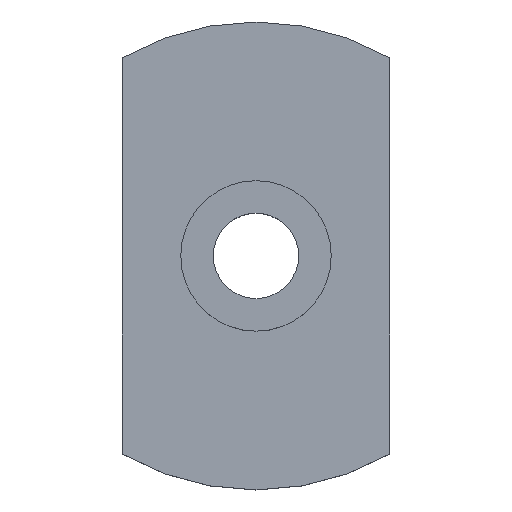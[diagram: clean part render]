
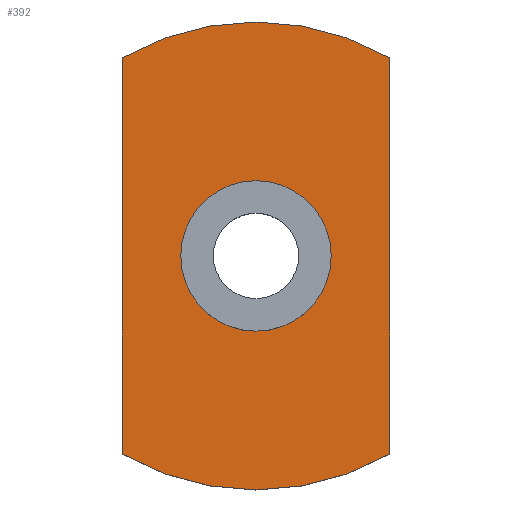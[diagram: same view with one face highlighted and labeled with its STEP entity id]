
A CAD part, top view. The second image highlights one B-rep face of the part: STEP entity #392.
In plain terms, the highlighted planar face has unit normal (0, 0, 1).
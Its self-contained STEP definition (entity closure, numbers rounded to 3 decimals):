
#4 = VERTEX_POINT ( 'NONE', #310 ) ;
#17 = DIRECTION ( 'NONE',  ( 1., 0., 0. ) ) ;
#46 = CARTESIAN_POINT ( 'NONE',  ( 0., 0., 1.75 ) ) ;
#48 = DIRECTION ( 'NONE',  ( 0., -1., 0. ) ) ;
#50 = EDGE_CURVE ( 'NONE', #265, #306, #376, .T. ) ;
#52 = CARTESIAN_POINT ( 'NONE',  ( -8., 11.856, 1.75 ) ) ;
#57 = AXIS2_PLACEMENT_3D ( 'NONE', #46, #333, #182 ) ;
#58 = EDGE_LOOP ( 'NONE', ( #307, #334 ) ) ;
#61 = VERTEX_POINT ( 'NONE', #379 ) ;
#62 = FACE_OUTER_BOUND ( 'NONE', #244, .T. ) ;
#68 = DIRECTION ( 'NONE',  ( 0., 1., 0. ) ) ;
#79 = CARTESIAN_POINT ( 'NONE',  ( 8., 11.856, 1.75 ) ) ;
#80 = LINE ( 'NONE', #52, #343 ) ;
#89 = ORIENTED_EDGE ( 'NONE', *, *, #50, .T. ) ;
#91 = CARTESIAN_POINT ( 'NONE',  ( 0., -2., 1.75 ) ) ;
#94 = ORIENTED_EDGE ( 'NONE', *, *, #304, .T. ) ;
#102 = CARTESIAN_POINT ( 'NONE',  ( 8., 11.856, 1.75 ) ) ;
#113 = VERTEX_POINT ( 'NONE', #163 ) ;
#140 = CIRCLE ( 'NONE', #303, 4.5 ) ;
#142 = DIRECTION ( 'NONE',  ( 0., 0., 1. ) ) ;
#160 = CIRCLE ( 'NONE', #246, 16. ) ;
#163 = CARTESIAN_POINT ( 'NONE',  ( -8., 11.856, 1.75 ) ) ;
#166 = DIRECTION ( 'NONE',  ( 0., 0., 1. ) ) ;
#179 = ORIENTED_EDGE ( 'NONE', *, *, #347, .T. ) ;
#182 = DIRECTION ( 'NONE',  ( 1., 0., 0. ) ) ;
#185 = FACE_BOUND ( 'NONE', #58, .T. ) ;
#188 = AXIS2_PLACEMENT_3D ( 'NONE', #91, #341, #311 ) ;
#195 = CARTESIAN_POINT ( 'NONE',  ( 4.5, 0., 1.75 ) ) ;
#204 = VERTEX_POINT ( 'NONE', #195 ) ;
#208 = EDGE_CURVE ( 'NONE', #306, #113, #224, .T. ) ;
#209 = CARTESIAN_POINT ( 'NONE',  ( 8., -11.856, 1.75 ) ) ;
#224 = CIRCLE ( 'NONE', #378, 16. ) ;
#231 = VECTOR ( 'NONE', #68, 1000. ) ;
#232 = DIRECTION ( 'NONE',  ( 0., 0., 1. ) ) ;
#239 = CARTESIAN_POINT ( 'NONE',  ( 0., 2., 1.75 ) ) ;
#244 = EDGE_LOOP ( 'NONE', ( #248, #179, #94, #89 ) ) ;
#246 = AXIS2_PLACEMENT_3D ( 'NONE', #239, #142, #17 ) ;
#247 = PLANE ( 'NONE',  #188 ) ;
#248 = ORIENTED_EDGE ( 'NONE', *, *, #208, .T. ) ;
#265 = VERTEX_POINT ( 'NONE', #209 ) ;
#278 = CIRCLE ( 'NONE', #57, 4.5 ) ;
#289 = CARTESIAN_POINT ( 'NONE',  ( 0., -2., 1.75 ) ) ;
#291 = EDGE_CURVE ( 'NONE', #204, #4, #140, .T. ) ;
#303 = AXIS2_PLACEMENT_3D ( 'NONE', #328, #232, #357 ) ;
#304 = EDGE_CURVE ( 'NONE', #61, #265, #160, .T. ) ;
#306 = VERTEX_POINT ( 'NONE', #79 ) ;
#307 = ORIENTED_EDGE ( 'NONE', *, *, #375, .F. ) ;
#310 = CARTESIAN_POINT ( 'NONE',  ( -4.5, 0., 1.75 ) ) ;
#311 = DIRECTION ( 'NONE',  ( 1., 0., 0. ) ) ;
#328 = CARTESIAN_POINT ( 'NONE',  ( 0., 0., 1.75 ) ) ;
#333 = DIRECTION ( 'NONE',  ( 0., 0., 1. ) ) ;
#334 = ORIENTED_EDGE ( 'NONE', *, *, #291, .F. ) ;
#341 = DIRECTION ( 'NONE',  ( 0., 0., 1. ) ) ;
#343 = VECTOR ( 'NONE', #48, 1000. ) ;
#347 = EDGE_CURVE ( 'NONE', #113, #61, #80, .T. ) ;
#357 = DIRECTION ( 'NONE',  ( 1., 0., 0. ) ) ;
#373 = DIRECTION ( 'NONE',  ( 1., 0., 0. ) ) ;
#375 = EDGE_CURVE ( 'NONE', #4, #204, #278, .T. ) ;
#376 = LINE ( 'NONE', #102, #231 ) ;
#378 = AXIS2_PLACEMENT_3D ( 'NONE', #289, #166, #373 ) ;
#379 = CARTESIAN_POINT ( 'NONE',  ( -8., -11.856, 1.75 ) ) ;
#392 = ADVANCED_FACE ( 'NONE', ( #185, #62 ), #247, .T. ) ;
